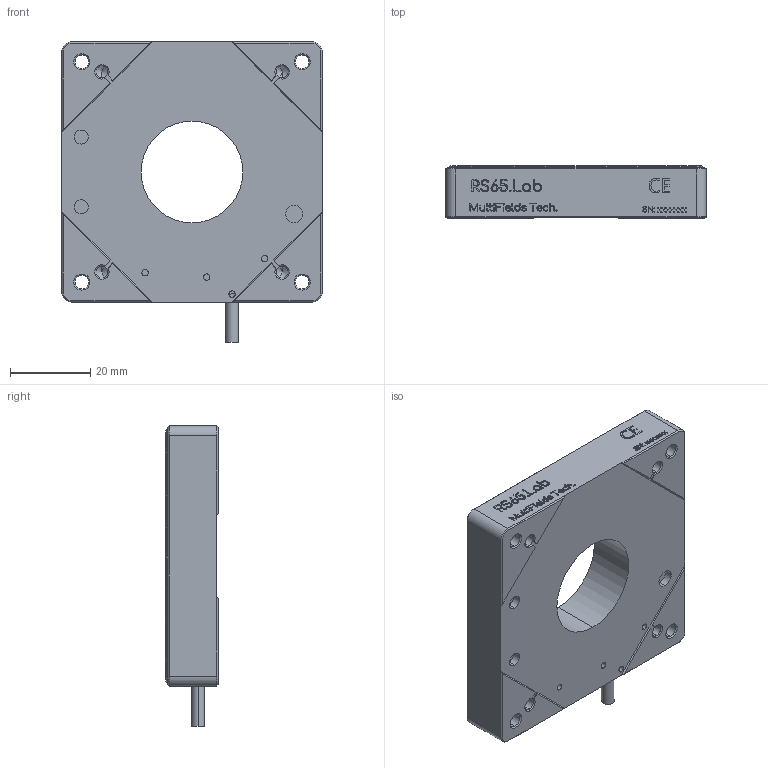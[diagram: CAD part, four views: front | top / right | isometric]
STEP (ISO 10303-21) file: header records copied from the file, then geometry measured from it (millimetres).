
FILE_DESCRIPTION (( 'STEP AP214' ), '1' );
FILE_NAME ('RS65.Lab V4.4-WEb.STEP', '2024-11-08T10:38:30', ( 'Windows User' ), ( 'P R C' ), 'SwSTEP 2.0', 'SolidWorks 2020', '' );
FILE_SCHEMA (( 'AUTOMOTIVE_DESIGN' ));
Length unit declared in the file: millimetre
Products named in the file (1): RS65.Lab V4.4-WEb
Bounding box: 65 x 13 x 75 mm (x, y, z)
Volume: 46569.3 mm3; surface area: 21665 mm2
Topology: 4 solids, 4 shells, 840 faces, 2212 edges, 1436 vertices
Faces by surface type: bspline 344, plane 298, cylinder 114, cone 84
Entity records: 49439 total; most frequent: CARTESIAN_POINT 21606, ORIENTED_EDGE 4408, DIRECTION 2806, EDGE_CURVE 2204, VERTEX_POINT 1436, LINE 1162, VECTOR 1162, EDGE_LOOP 952
